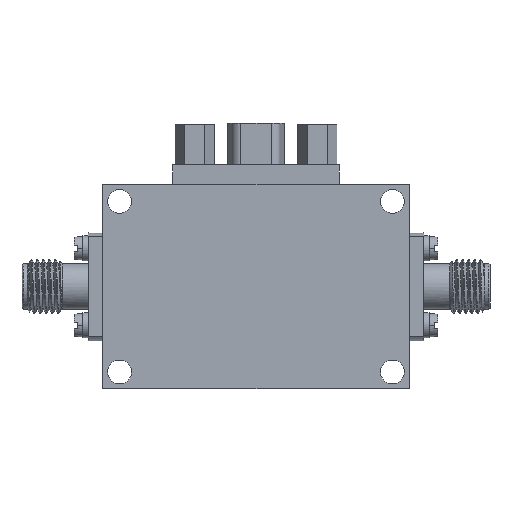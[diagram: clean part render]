
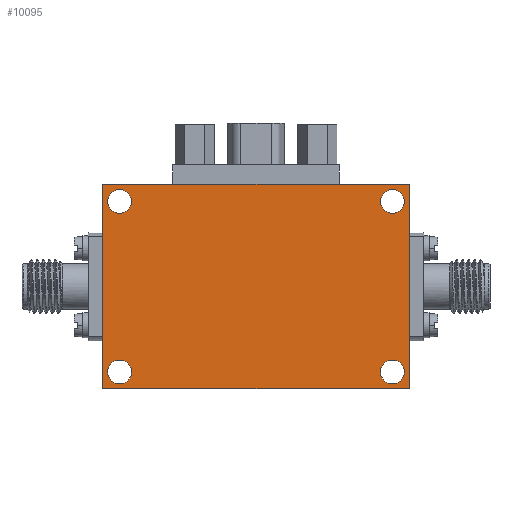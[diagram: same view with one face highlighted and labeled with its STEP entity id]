
A CAD part, front view. The second image highlights one B-rep face of the part: STEP entity #10095.
In plain terms, the highlighted planar face has unit normal (0, -1, 0).
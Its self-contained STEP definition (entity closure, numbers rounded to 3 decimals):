
#190 = EDGE_CURVE ( 'NONE', #23833, #6961, #7160, .T. ) ;
#364 = EDGE_CURVE ( 'NONE', #18228, #22470, #10527, .T. ) ;
#725 = CARTESIAN_POINT ( 'NONE',  ( 18., 0., -12. ) ) ;
#751 = VERTEX_POINT ( 'NONE', #23572 ) ;
#1489 = VERTEX_POINT ( 'NONE', #21910 ) ;
#1566 = DIRECTION ( 'NONE',  ( 0., 1., 0. ) ) ;
#1650 = FACE_BOUND ( 'NONE', #11955, .T. ) ;
#1865 = LINE ( 'NONE', #23676, #22530 ) ;
#1955 = EDGE_CURVE ( 'NONE', #6961, #23833, #9478, .T. ) ;
#2049 = CARTESIAN_POINT ( 'NONE',  ( -18., 0., 12. ) ) ;
#2157 = CARTESIAN_POINT ( 'NONE',  ( 16., 0., 11.4 ) ) ;
#2222 = ORIENTED_EDGE ( 'NONE', *, *, #190, .T. ) ;
#2590 = CARTESIAN_POINT ( 'NONE',  ( 18., 0., -12. ) ) ;
#2966 = VECTOR ( 'NONE', #14687, 1000. ) ;
#3060 = DIRECTION ( 'NONE',  ( 0., 0., 1. ) ) ;
#3067 = LINE ( 'NONE', #725, #2966 ) ;
#3197 = EDGE_CURVE ( 'NONE', #22470, #18228, #12168, .T. ) ;
#3242 = EDGE_CURVE ( 'NONE', #1489, #751, #19689, .T. ) ;
#3390 = CARTESIAN_POINT ( 'NONE',  ( 16., 0., 10. ) ) ;
#3507 = EDGE_CURVE ( 'NONE', #17469, #22698, #14262, .T. ) ;
#4172 = EDGE_CURVE ( 'NONE', #11823, #25725, #6138, .T. ) ;
#5015 = EDGE_CURVE ( 'NONE', #11823, #7571, #22862, .T. ) ;
#5033 = AXIS2_PLACEMENT_3D ( 'NONE', #23451, #17829, #5960 ) ;
#5328 = EDGE_CURVE ( 'NONE', #22698, #17469, #7157, .T. ) ;
#5805 = EDGE_LOOP ( 'NONE', ( #20430, #11535, #19688, #16335 ) ) ;
#5899 = DIRECTION ( 'NONE',  ( 0., 1., 0. ) ) ;
#5960 = DIRECTION ( 'NONE',  ( 0., 0., 1. ) ) ;
#6138 = LINE ( 'NONE', #17751, #16349 ) ;
#6292 = DIRECTION ( 'NONE',  ( 0., 0., 1. ) ) ;
#6457 = AXIS2_PLACEMENT_3D ( 'NONE', #21635, #21768, #9760 ) ;
#6749 = ORIENTED_EDGE ( 'NONE', *, *, #14585, .T. ) ;
#6850 = DIRECTION ( 'NONE',  ( 0., 0., 1. ) ) ;
#6961 = VERTEX_POINT ( 'NONE', #24990 ) ;
#7157 = CIRCLE ( 'NONE', #10521, 1.4 ) ;
#7160 = CIRCLE ( 'NONE', #17521, 1.4 ) ;
#7337 = ORIENTED_EDGE ( 'NONE', *, *, #3197, .T. ) ;
#7435 = DIRECTION ( 'NONE',  ( 0., 0., 1. ) ) ;
#7571 = VERTEX_POINT ( 'NONE', #2590 ) ;
#7672 = FACE_OUTER_BOUND ( 'NONE', #5805, .T. ) ;
#7769 = DIRECTION ( 'NONE',  ( 0., 1., 0. ) ) ;
#8820 = DIRECTION ( 'NONE',  ( 0., 1., 0. ) ) ;
#9357 = ORIENTED_EDGE ( 'NONE', *, *, #5328, .T. ) ;
#9478 = CIRCLE ( 'NONE', #5033, 1.4 ) ;
#9583 = DIRECTION ( 'NONE',  ( 0., 1., 0. ) ) ;
#9739 = CARTESIAN_POINT ( 'NONE',  ( 16., 0., -11.4 ) ) ;
#9760 = DIRECTION ( 'NONE',  ( 0., 0., -1. ) ) ;
#10095 = ADVANCED_FACE ( 'NONE', ( #17579, #25700, #1650, #25557, #7672 ), #15614, .T. ) ;
#10521 = AXIS2_PLACEMENT_3D ( 'NONE', #21423, #1566, #17358 ) ;
#10527 = CIRCLE ( 'NONE', #18368, 1.4 ) ;
#10812 = ORIENTED_EDGE ( 'NONE', *, *, #1955, .T. ) ;
#11535 = ORIENTED_EDGE ( 'NONE', *, *, #23616, .T. ) ;
#11729 = EDGE_LOOP ( 'NONE', ( #7337, #14249 ) ) ;
#11823 = VERTEX_POINT ( 'NONE', #18333 ) ;
#11955 = EDGE_LOOP ( 'NONE', ( #9357, #23148 ) ) ;
#12057 = CARTESIAN_POINT ( 'NONE',  ( -16., 0., 11.4 ) ) ;
#12168 = CIRCLE ( 'NONE', #13401, 1.4 ) ;
#12284 = CARTESIAN_POINT ( 'NONE',  ( -16., 0., 10. ) ) ;
#12992 = AXIS2_PLACEMENT_3D ( 'NONE', #17801, #9583, #15564 ) ;
#13044 = DIRECTION ( 'NONE',  ( 1., 0., 0. ) ) ;
#13391 = ORIENTED_EDGE ( 'NONE', *, *, #3242, .T. ) ;
#13401 = AXIS2_PLACEMENT_3D ( 'NONE', #24728, #20955, #6850 ) ;
#14249 = ORIENTED_EDGE ( 'NONE', *, *, #364, .T. ) ;
#14262 = CIRCLE ( 'NONE', #25503, 1.4 ) ;
#14585 = EDGE_CURVE ( 'NONE', #751, #1489, #17346, .T. ) ;
#14687 = DIRECTION ( 'NONE',  ( 0., 0., 1. ) ) ;
#15564 = DIRECTION ( 'NONE',  ( 0., 0., 1. ) ) ;
#15614 = PLANE ( 'NONE',  #6457 ) ;
#16335 = ORIENTED_EDGE ( 'NONE', *, *, #4172, .F. ) ;
#16349 = VECTOR ( 'NONE', #25730, 1000. ) ;
#17216 = VERTEX_POINT ( 'NONE', #25430 ) ;
#17346 = CIRCLE ( 'NONE', #20714, 1.4 ) ;
#17358 = DIRECTION ( 'NONE',  ( 0., 0., 1. ) ) ;
#17393 = CARTESIAN_POINT ( 'NONE',  ( 16., 0., -8.6 ) ) ;
#17469 = VERTEX_POINT ( 'NONE', #9739 ) ;
#17521 = AXIS2_PLACEMENT_3D ( 'NONE', #12284, #7769, #6292 ) ;
#17579 = FACE_BOUND ( 'NONE', #25687, .T. ) ;
#17751 = CARTESIAN_POINT ( 'NONE',  ( -18., 0., -12. ) ) ;
#17801 = CARTESIAN_POINT ( 'NONE',  ( -16., 0., -10. ) ) ;
#17829 = DIRECTION ( 'NONE',  ( 0., 1., 0. ) ) ;
#18228 = VERTEX_POINT ( 'NONE', #21008 ) ;
#18333 = CARTESIAN_POINT ( 'NONE',  ( -18., 0., -12. ) ) ;
#18368 = AXIS2_PLACEMENT_3D ( 'NONE', #3390, #21800, #7435 ) ;
#19688 = ORIENTED_EDGE ( 'NONE', *, *, #21707, .F. ) ;
#19689 = CIRCLE ( 'NONE', #12992, 1.4 ) ;
#19892 = DIRECTION ( 'NONE',  ( 1., 0., 0. ) ) ;
#20430 = ORIENTED_EDGE ( 'NONE', *, *, #5015, .T. ) ;
#20714 = AXIS2_PLACEMENT_3D ( 'NONE', #20958, #8820, #3060 ) ;
#20955 = DIRECTION ( 'NONE',  ( 0., 1., 0. ) ) ;
#20958 = CARTESIAN_POINT ( 'NONE',  ( -16., 0., -10. ) ) ;
#21008 = CARTESIAN_POINT ( 'NONE',  ( 16., 0., 8.6 ) ) ;
#21423 = CARTESIAN_POINT ( 'NONE',  ( 16., 0., -10. ) ) ;
#21635 = CARTESIAN_POINT ( 'NONE',  ( 0., 0., 0. ) ) ;
#21707 = EDGE_CURVE ( 'NONE', #25725, #17216, #1865, .T. ) ;
#21768 = DIRECTION ( 'NONE',  ( 0., -1., 0. ) ) ;
#21800 = DIRECTION ( 'NONE',  ( 0., 1., 0. ) ) ;
#21910 = CARTESIAN_POINT ( 'NONE',  ( -16., 0., -8.6 ) ) ;
#22470 = VERTEX_POINT ( 'NONE', #2157 ) ;
#22530 = VECTOR ( 'NONE', #19892, 1000. ) ;
#22698 = VERTEX_POINT ( 'NONE', #17393 ) ;
#22862 = LINE ( 'NONE', #25062, #23001 ) ;
#23001 = VECTOR ( 'NONE', #13044, 1000. ) ;
#23148 = ORIENTED_EDGE ( 'NONE', *, *, #3507, .T. ) ;
#23390 = DIRECTION ( 'NONE',  ( 0., 0., 1. ) ) ;
#23451 = CARTESIAN_POINT ( 'NONE',  ( -16., 0., 10. ) ) ;
#23572 = CARTESIAN_POINT ( 'NONE',  ( -16., 0., -11.4 ) ) ;
#23616 = EDGE_CURVE ( 'NONE', #7571, #17216, #3067, .T. ) ;
#23676 = CARTESIAN_POINT ( 'NONE',  ( -18., 0., 12. ) ) ;
#23833 = VERTEX_POINT ( 'NONE', #12057 ) ;
#24380 = EDGE_LOOP ( 'NONE', ( #13391, #6749 ) ) ;
#24728 = CARTESIAN_POINT ( 'NONE',  ( 16., 0., 10. ) ) ;
#24990 = CARTESIAN_POINT ( 'NONE',  ( -16., 0., 8.6 ) ) ;
#25062 = CARTESIAN_POINT ( 'NONE',  ( -18., 0., -12. ) ) ;
#25341 = CARTESIAN_POINT ( 'NONE',  ( 16., 0., -10. ) ) ;
#25430 = CARTESIAN_POINT ( 'NONE',  ( 18., 0., 12. ) ) ;
#25503 = AXIS2_PLACEMENT_3D ( 'NONE', #25341, #5899, #23390 ) ;
#25557 = FACE_BOUND ( 'NONE', #11729, .T. ) ;
#25687 = EDGE_LOOP ( 'NONE', ( #2222, #10812 ) ) ;
#25700 = FACE_BOUND ( 'NONE', #24380, .T. ) ;
#25725 = VERTEX_POINT ( 'NONE', #2049 ) ;
#25730 = DIRECTION ( 'NONE',  ( 0., 0., 1. ) ) ;
